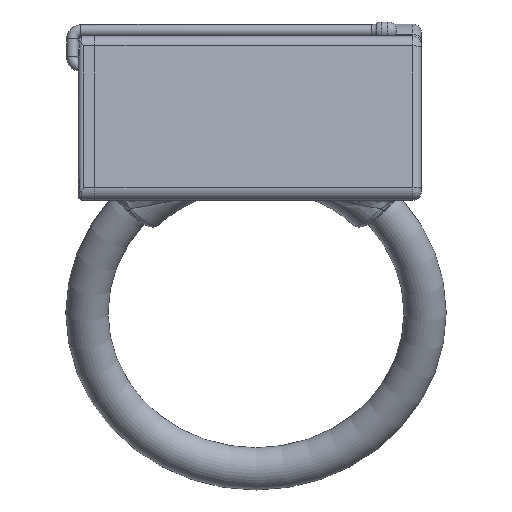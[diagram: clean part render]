
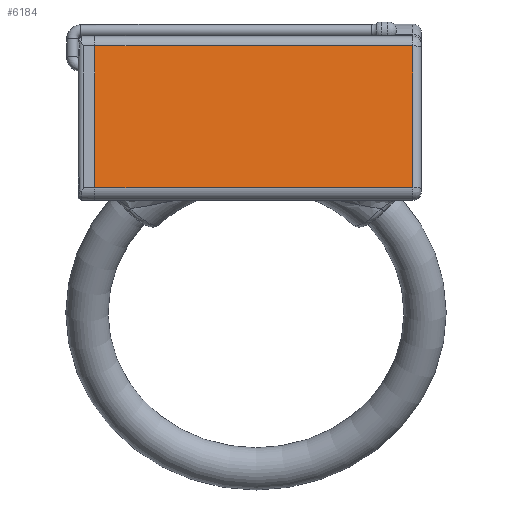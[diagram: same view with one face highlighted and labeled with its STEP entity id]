
A CAD part, top view. The second image highlights one B-rep face of the part: STEP entity #6184.
In plain terms, the highlighted planar face has unit normal (0, 0.122, 0.993).
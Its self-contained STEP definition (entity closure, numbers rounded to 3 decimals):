
#1130=FACE_OUTER_BOUND('',#1524,.T.);
#1524=EDGE_LOOP('',(#5327,#5328,#5329,#5330));
#1923=LINE('',#13150,#2361);
#1936=LINE('',#13224,#2374);
#1965=LINE('',#13602,#2403);
#1972=LINE('',#13629,#2410);
#2361=VECTOR('',#8069,10.);
#2374=VECTOR('',#8150,10.);
#2403=VECTOR('',#8325,10.);
#2410=VECTOR('',#8360,10.);
#2848=VERTEX_POINT('',#13143);
#2850=VERTEX_POINT('',#13148);
#2868=VERTEX_POINT('',#13223);
#2915=VERTEX_POINT('',#13601);
#3616=EDGE_CURVE('',#2850,#2848,#1923,.T.);
#3650=EDGE_CURVE('',#2848,#2868,#1936,.T.);
#3730=EDGE_CURVE('',#2915,#2868,#1965,.T.);
#3743=EDGE_CURVE('',#2915,#2850,#1972,.T.);
#5327=ORIENTED_EDGE('',*,*,#3616,.F.);
#5328=ORIENTED_EDGE('',*,*,#3743,.F.);
#5329=ORIENTED_EDGE('',*,*,#3730,.T.);
#5330=ORIENTED_EDGE('',*,*,#3650,.F.);
#5883=PLANE('',#6838);
#6184=ADVANCED_FACE('',(#1130),#5883,.T.);
#6838=AXIS2_PLACEMENT_3D('',#13632,#8364,#8365);
#8069=DIRECTION('',(0.,-0.992,0.122));
#8150=DIRECTION('',(-1.,0.,0.));
#8325=DIRECTION('',(0.,-0.992,0.122));
#8360=DIRECTION('',(1.,0.,0.));
#8364=DIRECTION('center_axis',(0.,0.122,0.992));
#8365=DIRECTION('ref_axis',(0.,-0.992,0.122));
#13143=CARTESIAN_POINT('',(27.806,-13.165,8.623));
#13148=CARTESIAN_POINT('',(27.806,11.99,5.52));
#13150=CARTESIAN_POINT('',(27.806,6.798,6.16));
#13223=CARTESIAN_POINT('',(-28.582,-13.165,8.623));
#13224=CARTESIAN_POINT('',(0.,-13.165,8.623));
#13601=CARTESIAN_POINT('',(-28.582,11.99,5.52));
#13602=CARTESIAN_POINT('',(-28.582,6.798,6.16));
#13629=CARTESIAN_POINT('',(0.,11.99,5.52));
#13632=CARTESIAN_POINT('Origin',(0.,11.541,5.575));
